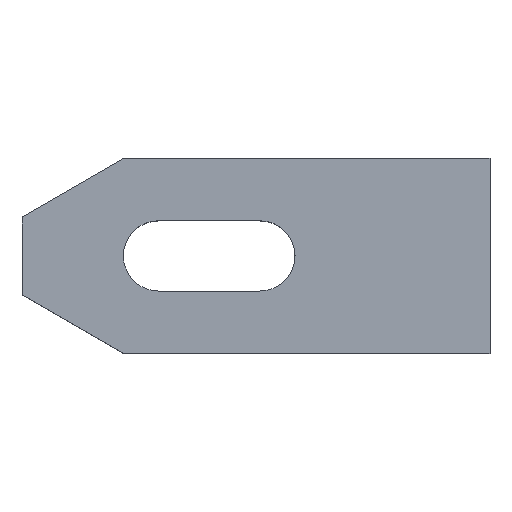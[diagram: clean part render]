
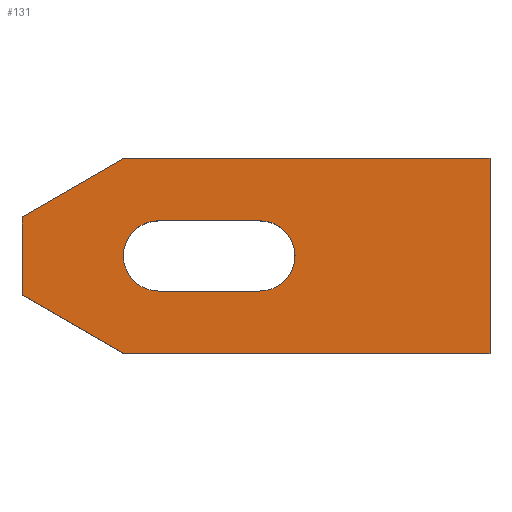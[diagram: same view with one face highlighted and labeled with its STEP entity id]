
A CAD part, top view. The second image highlights one B-rep face of the part: STEP entity #131.
In plain terms, the highlighted planar face has unit normal (0, 0, 1).
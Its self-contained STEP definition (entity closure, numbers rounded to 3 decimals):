
#87=EDGE_CURVE('',#109,#125,#229,.T.);
#101=VERTEX_POINT('',#246);
#103=EDGE_CURVE('',#189,#205,#248,.T.);
#109=VERTEX_POINT('',#256);
#111=VERTEX_POINT('',#258);
#115=EDGE_CURVE('',#169,#119,#262,.T.);
#119=VERTEX_POINT('',#266);
#125=VERTEX_POINT('',#272);
#131=ADVANCED_FACE('',(#279,#280),#281,.T.);
#143=EDGE_CURVE('',#205,#171,#294,.T.);
#155=VERTEX_POINT('',#307);
#163=EDGE_CURVE('',#111,#169,#316,.T.);
#167=EDGE_CURVE('',#119,#155,#320,.T.);
#169=VERTEX_POINT('',#322);
#171=VERTEX_POINT('',#324);
#185=EDGE_CURVE('',#125,#111,#339,.T.);
#187=EDGE_CURVE('',#171,#101,#341,.T.);
#189=VERTEX_POINT('',#343);
#191=EDGE_CURVE('',#101,#189,#345,.T.);
#197=EDGE_CURVE('',#155,#109,#353,.T.);
#205=VERTEX_POINT('',#361);
#229=LINE('',#376,#377);
#246=CARTESIAN_POINT('',(30.5,-4.5,12.0));
#248=CIRCLE('',#403,4.5);
#256=CARTESIAN_POINT('',(60.,-12.5,12.0));
#258=CARTESIAN_POINT('',(0.,-5.,12.0));
#262=LINE('',#418,#419);
#266=CARTESIAN_POINT('',(12.99,12.5,12.0));
#272=CARTESIAN_POINT('',(12.99,-12.5,12.0));
#279=FACE_BOUND('',#441,.T.);
#280=FACE_OUTER_BOUND('',#442,.T.);
#281=PLANE('',#443);
#294=LINE('',#461,#462);
#307=CARTESIAN_POINT('',(60.,12.5,12.0));
#316=LINE('',#493,#494);
#320=LINE('',#499,#500);
#322=CARTESIAN_POINT('',(0.,5.,12.0));
#324=CARTESIAN_POINT('',(30.5,4.5,12.0));
#339=LINE('',#524,#525);
#341=CIRCLE('',#528,4.5);
#343=CARTESIAN_POINT('',(17.5,-4.5,12.0));
#345=LINE('',#533,#534);
#353=LINE('',#545,#546);
#361=CARTESIAN_POINT('',(17.5,4.5,12.0));
#376=CARTESIAN_POINT('',(12.99,-12.5,12.0));
#377=VECTOR('',#570,1.0);
#403=AXIS2_PLACEMENT_3D('',#598,#599,#600);
#418=CARTESIAN_POINT('',(12.99,12.5,12.0));
#419=VECTOR('',#617,1.0);
#441=EDGE_LOOP('',(#632,#633,#634,#635));
#442=EDGE_LOOP('',(#636,#637,#638,#639,#640,#641));
#443=AXIS2_PLACEMENT_3D('',#642,#643,#644);
#461=CARTESIAN_POINT('',(24.868,4.5,12.0));
#462=VECTOR('',#659,1.0);
#493=CARTESIAN_POINT('',(0.,5.,12.0));
#494=VECTOR('',#680,1.0);
#499=CARTESIAN_POINT('',(60.,12.5,12.0));
#500=VECTOR('',#681,1.0);
#524=CARTESIAN_POINT('',(0.,-5.,12.0));
#525=VECTOR('',#692,1.0);
#528=AXIS2_PLACEMENT_3D('',#693,#694,#695);
#533=CARTESIAN_POINT('',(31.368,-4.5,12.0));
#534=VECTOR('',#696,1.0);
#545=CARTESIAN_POINT('',(60.,-12.5,12.0));
#546=VECTOR('',#712,1.0);
#570=DIRECTION('',(-1.0,0.0,0.0));
#598=CARTESIAN_POINT('',(17.5,0.,12.0));
#599=DIRECTION('',(0.0,0.0,-1.0));
#600=DIRECTION('',(0.0,-1.0,0.0));
#617=DIRECTION('',(0.866,0.5,0.0));
#632=ORIENTED_EDGE('',*,*,#103,.T.);
#633=ORIENTED_EDGE('',*,*,#143,.T.);
#634=ORIENTED_EDGE('',*,*,#187,.T.);
#635=ORIENTED_EDGE('',*,*,#191,.T.);
#636=ORIENTED_EDGE('',*,*,#87,.F.);
#637=ORIENTED_EDGE('',*,*,#197,.F.);
#638=ORIENTED_EDGE('',*,*,#167,.F.);
#639=ORIENTED_EDGE('',*,*,#115,.F.);
#640=ORIENTED_EDGE('',*,*,#163,.F.);
#641=ORIENTED_EDGE('',*,*,#185,.F.);
#642=CARTESIAN_POINT('',(32.236,0.,12.0));
#643=DIRECTION('',(0.0,0.0,1.0));
#644=DIRECTION('',(1.0,0.0,0.0));
#659=DIRECTION('',(1.0,0.0,0.0));
#680=DIRECTION('',(0.0,1.0,0.0));
#681=DIRECTION('',(1.0,0.0,0.0));
#692=DIRECTION('',(-0.866,0.5,0.0));
#693=CARTESIAN_POINT('',(30.5,0.,12.0));
#694=DIRECTION('',(0.0,0.0,-1.0));
#695=DIRECTION('',(0.0,1.0,0.0));
#696=DIRECTION('',(-1.0,0.0,0.0));
#712=DIRECTION('',(0.0,-1.0,0.0));
